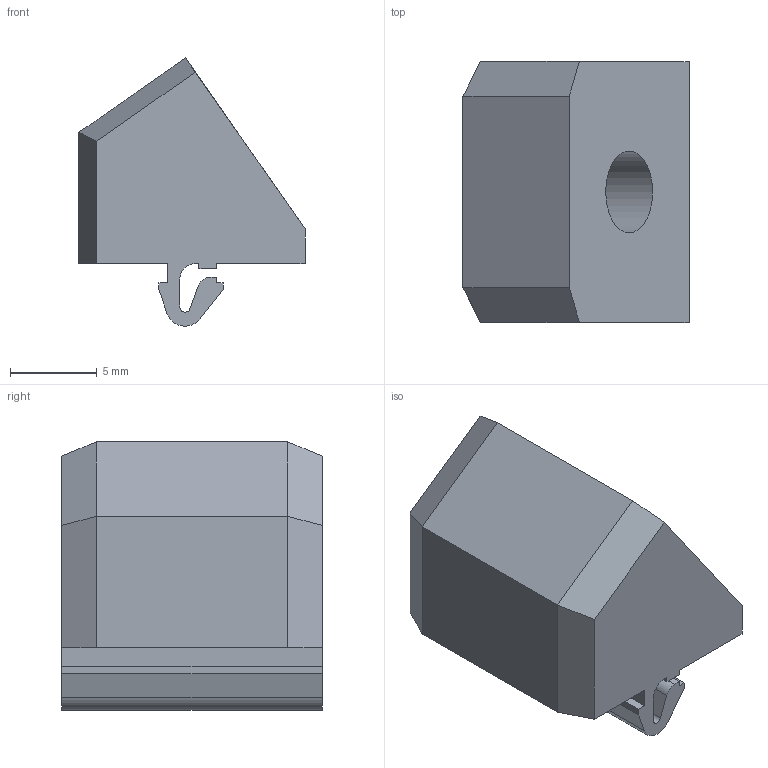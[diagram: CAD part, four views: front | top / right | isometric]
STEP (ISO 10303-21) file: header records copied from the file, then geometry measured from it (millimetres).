
FILE_DESCRIPTION(/* description */ (''),/* implementation_level */ '2;1');
FILE_NAME(/* name */ 'V0 Press Fit Daybreak Mount (55) v4.step',/* time_stamp */ '2022-08-20T11:42:32+01:00',/* author */ (''),/* organization */ (''),/* preprocessor_version */ 'ST-DEVELOPER v19',/* originating_system */ 'Autodesk Translation Framework v11.7.0.108',/* authorisation */ '');
FILE_SCHEMA (('AUTOMOTIVE_DESIGN { 1 0 10303 214 3 1 1 }'));
Length unit declared in the file: millimetre
Products named in the file (1): V0 Press Fit Daybreak Mount (55)
Bounding box: 13 x 15 x 15.43 mm (x, y, z)
Volume: 1564.3 mm3; surface area: 1151.1 mm2
Topology: 1 solids, 1 shells, 35 faces, 91 edges, 60 vertices
Faces by surface type: plane 29, cylinder 6
Full cylindrical faces by diameter (mm): 3.4 x1, 4.7 x1
Entity records: 1094 total; most frequent: CARTESIAN_POINT 187, ORIENTED_EDGE 182, DIRECTION 175, EDGE_CURVE 91, LINE 79, VECTOR 79, VERTEX_POINT 60, AXIS2_PLACEMENT_3D 48
